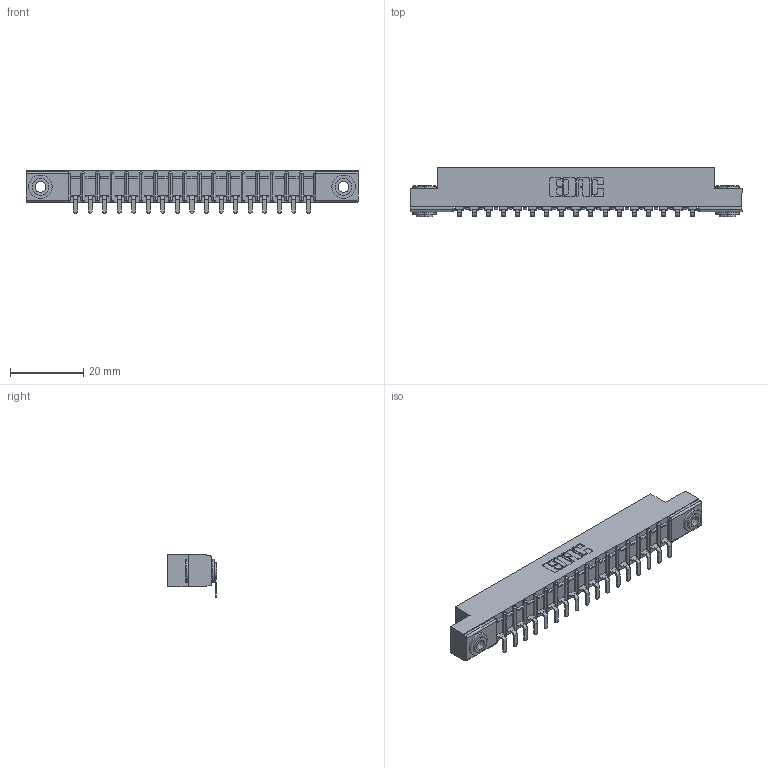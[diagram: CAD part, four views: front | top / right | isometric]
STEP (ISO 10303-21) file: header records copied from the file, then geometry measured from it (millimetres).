
FILE_DESCRIPTION (( 'STEP AP203' ), '1' );
FILE_NAME ('307-017-553-103.STEP', '2019-09-04T21:50:57', ( '' ), ( '' ), 'SwSTEP 2.0', 'SolidWorks 2016', '' );
FILE_SCHEMA (( 'CONFIG_CONTROL_DESIGN' ));
Length unit declared in the file: inch
Products named in the file (4): 307 Part_.156 Dia Mounting Holes; 307-017-553-103; 307-290-002_553; 345-250-002_345-250-002-102
Assembly tree (20 placements, depth 2):
  307-017-553-103
    307 Part_.156 Dia Mounting Holes
    307-290-002_553  x17
    345-250-002_345-250-002-102  x2
Bounding box: 90.37 x 13.36 x 11.51 mm (x, y, z)
Volume: 5964.9 mm3; surface area: 10820.2 mm2
Topology: 20 solids, 20 shells, 1514 faces, 4583 edges, 3002 vertices
Faces by surface type: plane 893, cylinder 577, sphere 36, cone 8
Entity records: 19575 total; most frequent: CARTESIAN_POINT 3277, ORIENTED_EDGE 3258, DIRECTION 3211, EDGE_CURVE 1629, VECTOR 1227, LINE 1227, VERTEX_POINT 1058, AXIS2_PLACEMENT_3D 992
